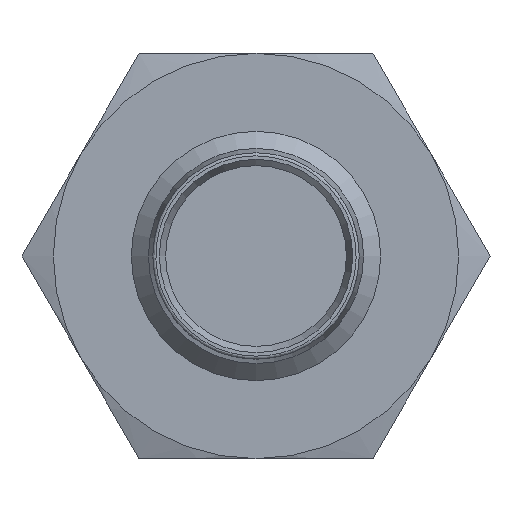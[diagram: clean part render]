
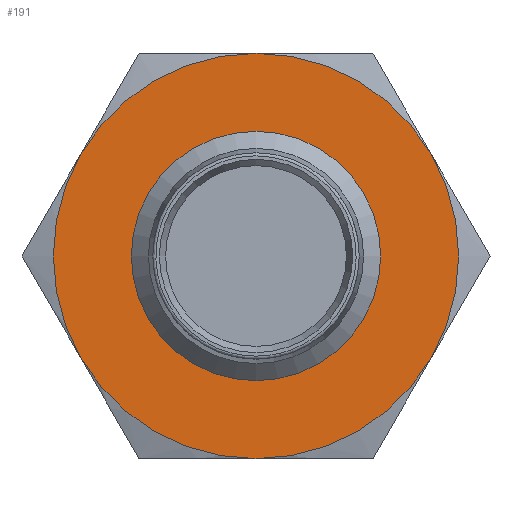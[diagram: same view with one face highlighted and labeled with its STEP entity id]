
A CAD part, left-side view. The second image highlights one B-rep face of the part: STEP entity #191.
In plain terms, the highlighted planar face has unit normal (-1, 0, 0).
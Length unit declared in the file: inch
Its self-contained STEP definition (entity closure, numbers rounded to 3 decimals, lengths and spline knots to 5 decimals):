
#7 = ORIENTED_EDGE ( 'NONE', *, *, #1075, .F. ) ;
#32 = CARTESIAN_POINT ( 'NONE',  ( 0.52362, 0., 0. ) ) ;
#73 = CARTESIAN_POINT ( 'NONE',  ( 0.52362, 0., 0. ) ) ;
#96 = ORIENTED_EDGE ( 'NONE', *, *, #1201, .T. ) ;
#106 = VERTEX_POINT ( 'NONE', #408 ) ;
#191 = ADVANCED_FACE ( 'NONE', ( #1976, #396 ), #2129, .F. ) ;
#231 = AXIS2_PLACEMENT_3D ( 'NONE', #1279, #2143, #1082 ) ;
#232 = DIRECTION ( 'NONE',  ( 0., 0., -1. ) ) ;
#233 = CARTESIAN_POINT ( 'NONE',  ( 0.52362, -0.22162, 0.12795 ) ) ;
#253 = CIRCLE ( 'NONE', #575, 0.25591 ) ;
#267 = DIRECTION ( 'NONE',  ( 0., 0., 1. ) ) ;
#275 = AXIS2_PLACEMENT_3D ( 'NONE', #574, #407, #922 ) ;
#377 = DIRECTION ( 'NONE',  ( 0., 0., -1. ) ) ;
#387 = DIRECTION ( 'NONE',  ( 1., 0., 0. ) ) ;
#396 = FACE_OUTER_BOUND ( 'NONE', #1793, .T. ) ;
#404 = DIRECTION ( 'NONE',  ( 1., 0., 0. ) ) ;
#407 = DIRECTION ( 'NONE',  ( 1., 0., 0. ) ) ;
#408 = CARTESIAN_POINT ( 'NONE',  ( 0.52362, 0., -0.25591 ) ) ;
#412 = CARTESIAN_POINT ( 'NONE',  ( 0.52362, 0., 0. ) ) ;
#445 = AXIS2_PLACEMENT_3D ( 'NONE', #412, #1961, #2140 ) ;
#499 = VERTEX_POINT ( 'NONE', #1621 ) ;
#500 = VERTEX_POINT ( 'NONE', #1577 ) ;
#555 = EDGE_CURVE ( 'NONE', #106, #775, #675, .T. ) ;
#574 = CARTESIAN_POINT ( 'NONE',  ( 0.52362, 0., 0. ) ) ;
#575 = AXIS2_PLACEMENT_3D ( 'NONE', #1960, #404, #232 ) ;
#580 = DIRECTION ( 'NONE',  ( 0., 0., -1. ) ) ;
#590 = ORIENTED_EDGE ( 'NONE', *, *, #1247, .F. ) ;
#675 = CIRCLE ( 'NONE', #275, 0.25591 ) ;
#682 = EDGE_CURVE ( 'NONE', #775, #760, #1340, .T. ) ;
#714 = VERTEX_POINT ( 'NONE', #1603 ) ;
#722 = AXIS2_PLACEMENT_3D ( 'NONE', #1826, #946, #267 ) ;
#760 = VERTEX_POINT ( 'NONE', #950 ) ;
#775 = VERTEX_POINT ( 'NONE', #1520 ) ;
#795 = ORIENTED_EDGE ( 'NONE', *, *, #555, .F. ) ;
#888 = ORIENTED_EDGE ( 'NONE', *, *, #1642, .F. ) ;
#922 = DIRECTION ( 'NONE',  ( 0., 0., -1. ) ) ;
#935 = AXIS2_PLACEMENT_3D ( 'NONE', #1060, #1930, #1024 ) ;
#946 = DIRECTION ( 'NONE',  ( 1., 0., 0. ) ) ;
#950 = CARTESIAN_POINT ( 'NONE',  ( 0.52362, 0.22162, 0.12795 ) ) ;
#1024 = DIRECTION ( 'NONE',  ( 0., 0., -1. ) ) ;
#1060 = CARTESIAN_POINT ( 'NONE',  ( 0.52362, 0., 0. ) ) ;
#1075 = EDGE_CURVE ( 'NONE', #1739, #714, #2216, .T. ) ;
#1082 = DIRECTION ( 'NONE',  ( 0., 0., -1. ) ) ;
#1132 = CIRCLE ( 'NONE', #1644, 0.25591 ) ;
#1201 = EDGE_CURVE ( 'NONE', #500, #500, #1953, .T. ) ;
#1235 = ORIENTED_EDGE ( 'NONE', *, *, #682, .F. ) ;
#1247 = EDGE_CURVE ( 'NONE', #499, #1739, #253, .T. ) ;
#1279 = CARTESIAN_POINT ( 'NONE',  ( 0.52362, 0., 0. ) ) ;
#1340 = CIRCLE ( 'NONE', #935, 0.25591 ) ;
#1342 = AXIS2_PLACEMENT_3D ( 'NONE', #73, #2151, #377 ) ;
#1513 = EDGE_LOOP ( 'NONE', ( #96 ) ) ;
#1520 = CARTESIAN_POINT ( 'NONE',  ( 0.52362, 0.22162, -0.12795 ) ) ;
#1556 = EDGE_CURVE ( 'NONE', #760, #499, #1132, .T. ) ;
#1577 = CARTESIAN_POINT ( 'NONE',  ( 0.52362, 0., 0.15748 ) ) ;
#1603 = CARTESIAN_POINT ( 'NONE',  ( 0.52362, -0.22162, -0.12795 ) ) ;
#1621 = CARTESIAN_POINT ( 'NONE',  ( 0.52362, 0., 0.25591 ) ) ;
#1642 = EDGE_CURVE ( 'NONE', #714, #106, #1823, .T. ) ;
#1644 = AXIS2_PLACEMENT_3D ( 'NONE', #32, #387, #580 ) ;
#1739 = VERTEX_POINT ( 'NONE', #233 ) ;
#1793 = EDGE_LOOP ( 'NONE', ( #795, #888, #7, #590, #2087, #1235 ) ) ;
#1823 = CIRCLE ( 'NONE', #445, 0.25591 ) ;
#1826 = CARTESIAN_POINT ( 'NONE',  ( 0.52362, 0., 0. ) ) ;
#1930 = DIRECTION ( 'NONE',  ( 1., 0., 0. ) ) ;
#1953 = CIRCLE ( 'NONE', #722, 0.15748 ) ;
#1960 = CARTESIAN_POINT ( 'NONE',  ( 0.52362, 0., 0. ) ) ;
#1961 = DIRECTION ( 'NONE',  ( 1., 0., 0. ) ) ;
#1976 = FACE_BOUND ( 'NONE', #1513, .T. ) ;
#2087 = ORIENTED_EDGE ( 'NONE', *, *, #1556, .F. ) ;
#2129 = PLANE ( 'NONE',  #231 ) ;
#2140 = DIRECTION ( 'NONE',  ( 0., 0., -1. ) ) ;
#2143 = DIRECTION ( 'NONE',  ( 1., 0., 0. ) ) ;
#2151 = DIRECTION ( 'NONE',  ( 1., 0., 0. ) ) ;
#2216 = CIRCLE ( 'NONE', #1342, 0.25591 ) ;
